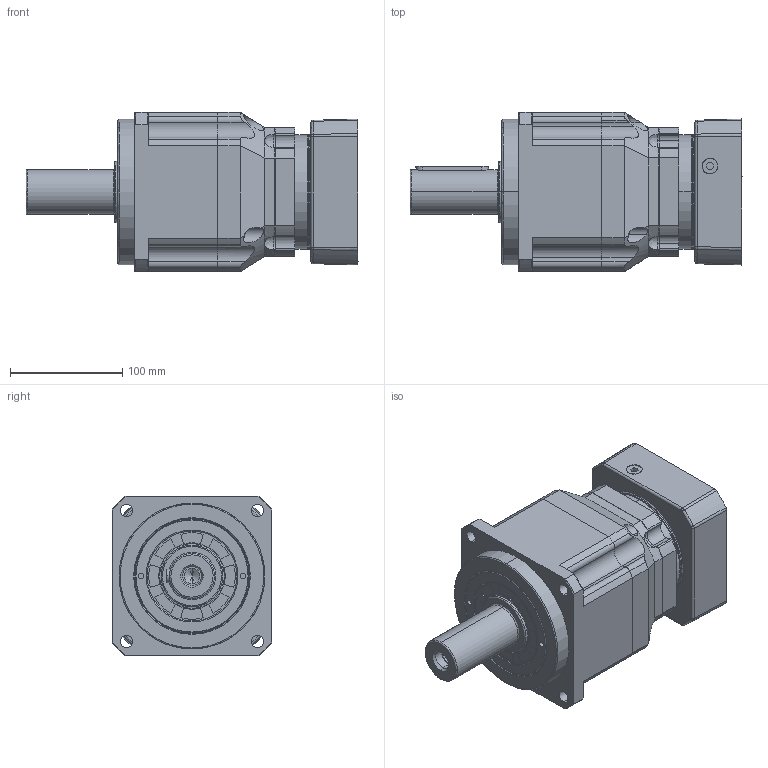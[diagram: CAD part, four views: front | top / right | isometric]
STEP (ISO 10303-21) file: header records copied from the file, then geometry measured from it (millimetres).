
FILE_DESCRIPTION (( 'STEP AP203' ), '1' );
FILE_NAME ('FAB142D-L2-24-110-145-M8-64.STEP', '2021-05-14T10:33:24', ( 'user' ), ( '' ), 'SwSTEP 2.0', 'SolidWorks 2016', '' );
FILE_SCHEMA (( 'CONFIG_CONTROL_DESIGN' ));
Length unit declared in the file: millimetre
Products named in the file (14): M8-16樓粟菜_1; 隅弇覃淕杶FAB142D_1; 输入太阳齿轮FAB115D-24.SLDPRT5; FBK嘎殤蚐猾-KG55-80-10_1; 输入锁紧环28x63.5x16; A倰す瑩12X65_1; FAB142D-L2-24-110-145-M8-64; 踡隅蹟隊M16x12_1; 怀堤俴陎殤FAB142-S2_1; 一级内齿圈壳体FAB115D_1; 输入端壳体FAB115D_1; 镂空输入法兰-110X44.5XM8_1; 输出内齿圈壳体FAB142D_1; M6-14樓粟菜_1
Assembly tree (21 placements, depth 2):
  FAB142D-L2-24-110-145-M8-64
    输出内齿圈壳体FAB142D_1
    怀堤俴陎殤FAB142-S2_1
    隅弇覃淕杶FAB142D_1
    FBK嘎殤蚐猾-KG55-80-10_1
    A倰す瑩12X65_1
    踡隅蹟隊M16x12_1
    一级内齿圈壳体FAB115D_1
    输入端壳体FAB115D_1
    镂空输入法兰-110X44.5XM8_1
    M6-14樓粟菜_1  x6
    M8-16樓粟菜_1  x4
    输入太阳齿轮FAB115D-24.SLDPRT5
    输入锁紧环28x63.5x16
Bounding box: 296 x 142 x 142 mm (x, y, z)
Volume: 3066288.5 mm3; surface area: 365090.7 mm2
Topology: 11 solids, 31 shells, 1355 faces, 3239 edges, 1920 vertices
Faces by surface type: bspline 427, cylinder 352, plane 348, cone 218, torus 10
Entity records: 50479 total; most frequent: CARTESIAN_POINT 24996, ORIENTED_EDGE 5277, DIRECTION 4546, EDGE_CURVE 2646, AXIS2_PLACEMENT_3D 1875, VERTEX_POINT 1590, EDGE_LOOP 1266, ADVANCED_FACE 1151
